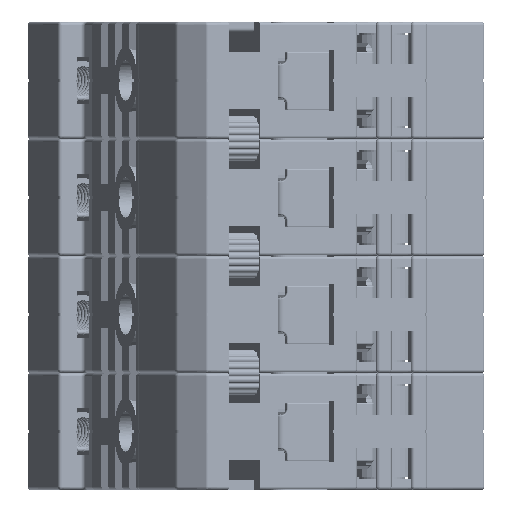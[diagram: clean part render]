
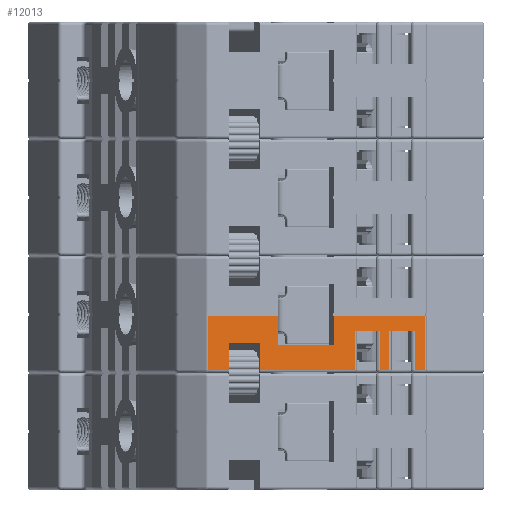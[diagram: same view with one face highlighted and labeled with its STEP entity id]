
A CAD part, front view. The second image highlights one B-rep face of the part: STEP entity #12013.
In plain terms, the highlighted planar face has unit normal (0.342, -0.94, 0).
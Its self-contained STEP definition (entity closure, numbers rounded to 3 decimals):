
#12013=ADVANCED_FACE('',(#25520),#19956,.F.);
#19956=PLANE('',#160044);
#25520=FACE_OUTER_BOUND('',#33544,.T.);
#33544=EDGE_LOOP('',(#46797,#46798,#46799,#46800,#46801,#46802,#46803,#46804,
#46805,#46806,#46807,#46808,#46809,#46810,#46811,#46812,#46813,#46814,#46815,
#46816));
#46797=ORIENTED_EDGE('',*,*,#105268,.F.);
#46798=ORIENTED_EDGE('',*,*,#105269,.T.);
#46799=ORIENTED_EDGE('',*,*,#105270,.F.);
#46800=ORIENTED_EDGE('',*,*,#105271,.F.);
#46801=ORIENTED_EDGE('',*,*,#105272,.F.);
#46802=ORIENTED_EDGE('',*,*,#105273,.F.);
#46803=ORIENTED_EDGE('',*,*,#105274,.T.);
#46804=ORIENTED_EDGE('',*,*,#105275,.F.);
#46805=ORIENTED_EDGE('',*,*,#105276,.F.);
#46806=ORIENTED_EDGE('',*,*,#105277,.T.);
#46807=ORIENTED_EDGE('',*,*,#105278,.T.);
#46808=ORIENTED_EDGE('',*,*,#105279,.T.);
#46809=ORIENTED_EDGE('',*,*,#105280,.T.);
#46810=ORIENTED_EDGE('',*,*,#105281,.T.);
#46811=ORIENTED_EDGE('',*,*,#105282,.T.);
#46812=ORIENTED_EDGE('',*,*,#105283,.T.);
#46813=ORIENTED_EDGE('',*,*,#105284,.T.);
#46814=ORIENTED_EDGE('',*,*,#105285,.T.);
#46815=ORIENTED_EDGE('',*,*,#105286,.T.);
#46816=ORIENTED_EDGE('',*,*,#105287,.T.);
#89367=VERTEX_POINT('',#239444);
#89368=VERTEX_POINT('',#239445);
#89369=VERTEX_POINT('',#239447);
#89370=VERTEX_POINT('',#239449);
#89371=VERTEX_POINT('',#239451);
#89372=VERTEX_POINT('',#239453);
#89373=VERTEX_POINT('',#239455);
#89374=VERTEX_POINT('',#239457);
#89375=VERTEX_POINT('',#239459);
#89376=VERTEX_POINT('',#239461);
#89377=VERTEX_POINT('',#239463);
#89378=VERTEX_POINT('',#239465);
#89379=VERTEX_POINT('',#239467);
#89380=VERTEX_POINT('',#239469);
#89381=VERTEX_POINT('',#239471);
#89382=VERTEX_POINT('',#239473);
#89383=VERTEX_POINT('',#239475);
#89384=VERTEX_POINT('',#239477);
#89385=VERTEX_POINT('',#239479);
#89386=VERTEX_POINT('',#239481);
#105268=EDGE_CURVE('',#89367,#89368,#127288,.T.);
#105269=EDGE_CURVE('',#89367,#89369,#127289,.T.);
#105270=EDGE_CURVE('',#89370,#89369,#127290,.T.);
#105271=EDGE_CURVE('',#89371,#89370,#127291,.T.);
#105272=EDGE_CURVE('',#89372,#89371,#127292,.T.);
#105273=EDGE_CURVE('',#89373,#89372,#127293,.T.);
#105274=EDGE_CURVE('',#89373,#89374,#127294,.T.);
#105275=EDGE_CURVE('',#89375,#89374,#127295,.T.);
#105276=EDGE_CURVE('',#89376,#89375,#127296,.T.);
#105277=EDGE_CURVE('',#89376,#89377,#127297,.T.);
#105278=EDGE_CURVE('',#89377,#89378,#127298,.T.);
#105279=EDGE_CURVE('',#89378,#89379,#127299,.T.);
#105280=EDGE_CURVE('',#89379,#89380,#127300,.T.);
#105281=EDGE_CURVE('',#89380,#89381,#127301,.T.);
#105282=EDGE_CURVE('',#89381,#89382,#127302,.T.);
#105283=EDGE_CURVE('',#89382,#89383,#127303,.T.);
#105284=EDGE_CURVE('',#89383,#89384,#127304,.T.);
#105285=EDGE_CURVE('',#89384,#89385,#127305,.T.);
#105286=EDGE_CURVE('',#89385,#89386,#127306,.T.);
#105287=EDGE_CURVE('',#89386,#89368,#127307,.T.);
#127288=LINE('',#239443,#143719);
#127289=LINE('',#239446,#143720);
#127290=LINE('',#239448,#143721);
#127291=LINE('',#239450,#143722);
#127292=LINE('',#239452,#143723);
#127293=LINE('',#239454,#143724);
#127294=LINE('',#239456,#143725);
#127295=LINE('',#239458,#143726);
#127296=LINE('',#239460,#143727);
#127297=LINE('',#239462,#143728);
#127298=LINE('',#239464,#143729);
#127299=LINE('',#239466,#143730);
#127300=LINE('',#239468,#143731);
#127301=LINE('',#239470,#143732);
#127302=LINE('',#239472,#143733);
#127303=LINE('',#239474,#143734);
#127304=LINE('',#239476,#143735);
#127305=LINE('',#239478,#143736);
#127306=LINE('',#239480,#143737);
#127307=LINE('',#239482,#143738);
#143719=VECTOR('',#177494,1.);
#143720=VECTOR('',#177495,1.);
#143721=VECTOR('',#177496,1.);
#143722=VECTOR('',#177497,1.);
#143723=VECTOR('',#177498,1.);
#143724=VECTOR('',#177499,1.);
#143725=VECTOR('',#177500,1.);
#143726=VECTOR('',#177501,1.);
#143727=VECTOR('',#177502,1.);
#143728=VECTOR('',#177503,1.);
#143729=VECTOR('',#177504,1.);
#143730=VECTOR('',#177505,1.);
#143731=VECTOR('',#177506,1.);
#143732=VECTOR('',#177507,1.);
#143733=VECTOR('',#177508,1.);
#143734=VECTOR('',#177509,1.);
#143735=VECTOR('',#177510,1.);
#143736=VECTOR('',#177511,1.);
#143737=VECTOR('',#177512,1.);
#143738=VECTOR('',#177513,1.);
#160044=AXIS2_PLACEMENT_3D('',#239483,#177514,#177515);
#177494=DIRECTION('',(0.94,0.342,0.));
#177495=DIRECTION('',(0.,0.,-1.));
#177496=DIRECTION('',(0.94,0.342,0.));
#177497=DIRECTION('',(0.,0.,-1.));
#177498=DIRECTION('',(0.94,0.342,0.));
#177499=DIRECTION('',(0.,0.,1.));
#177500=DIRECTION('',(0.94,0.342,0.));
#177501=DIRECTION('',(0.,0.,-1.));
#177502=DIRECTION('',(-0.94,-0.342,0.));
#177503=DIRECTION('',(0.,0.,-1.));
#177504=DIRECTION('',(0.94,0.342,0.));
#177505=DIRECTION('',(0.,0.,1.));
#177506=DIRECTION('',(0.94,0.342,0.));
#177507=DIRECTION('',(0.,0.,-1.));
#177508=DIRECTION('',(0.94,0.342,0.));
#177509=DIRECTION('',(0.,0.,1.));
#177510=DIRECTION('',(0.94,0.342,0.));
#177511=DIRECTION('',(0.,0.,-1.));
#177512=DIRECTION('',(0.94,0.342,0.));
#177513=DIRECTION('',(0.,0.,1.));
#177514=DIRECTION('',(-0.342,0.94,0.));
#177515=DIRECTION('',(0.,0.,-1.));
#239443=CARTESIAN_POINT('',(87320.425,-71501.479,45879.989));
#239444=CARTESIAN_POINT('',(87320.425,-71501.479,45879.989));
#239445=CARTESIAN_POINT('',(87333.969,-71496.55,45879.989));
#239446=CARTESIAN_POINT('',(87320.425,-71501.479,45875.689));
#239447=CARTESIAN_POINT('',(87320.425,-71501.479,45875.689));
#239448=CARTESIAN_POINT('',(87320.425,-71501.479,45875.689));
#239449=CARTESIAN_POINT('',(87312.171,-71504.483,45875.689));
#239450=CARTESIAN_POINT('',(87312.171,-71504.483,45875.689));
#239451=CARTESIAN_POINT('',(87312.171,-71504.483,45879.989));
#239452=CARTESIAN_POINT('',(87301.755,-71508.274,45879.989));
#239453=CARTESIAN_POINT('',(87301.755,-71508.274,45879.989));
#239454=CARTESIAN_POINT('',(87301.755,-71508.274,45872.989));
#239455=CARTESIAN_POINT('',(87301.755,-71508.274,45871.989));
#239456=CARTESIAN_POINT('',(87301.755,-71508.274,45871.989));
#239457=CARTESIAN_POINT('',(87304.822,-71507.158,45871.989));
#239458=CARTESIAN_POINT('',(87304.822,-71507.158,45858.708));
#239459=CARTESIAN_POINT('',(87304.822,-71507.158,45875.989));
#239460=CARTESIAN_POINT('',(87304.822,-71507.158,45875.989));
#239461=CARTESIAN_POINT('',(87309.427,-71505.482,45875.989));
#239462=CARTESIAN_POINT('',(87309.427,-71505.482,45858.708));
#239463=CARTESIAN_POINT('',(87309.427,-71505.482,45871.989));
#239464=CARTESIAN_POINT('',(87309.427,-71505.482,45871.989));
#239465=CARTESIAN_POINT('',(87323.536,-71500.347,45871.989));
#239466=CARTESIAN_POINT('',(87323.536,-71500.347,45872.989));
#239467=CARTESIAN_POINT('',(87323.536,-71500.347,45877.689));
#239468=CARTESIAN_POINT('',(87326.684,-71499.201,45877.689));
#239469=CARTESIAN_POINT('',(87327.355,-71498.957,45877.689));
#239470=CARTESIAN_POINT('',(87327.355,-71498.957,45872.989));
#239471=CARTESIAN_POINT('',(87327.355,-71498.957,45871.989));
#239472=CARTESIAN_POINT('',(87326.684,-71499.201,45871.989));
#239473=CARTESIAN_POINT('',(87328.704,-71498.466,45871.989));
#239474=CARTESIAN_POINT('',(87328.704,-71498.466,45872.989));
#239475=CARTESIAN_POINT('',(87328.704,-71498.466,45877.689));
#239476=CARTESIAN_POINT('',(87331.852,-71497.32,45877.689));
#239477=CARTESIAN_POINT('',(87332.523,-71497.076,45877.689));
#239478=CARTESIAN_POINT('',(87332.523,-71497.076,45872.989));
#239479=CARTESIAN_POINT('',(87332.523,-71497.076,45871.989));
#239480=CARTESIAN_POINT('',(87331.852,-71497.32,45871.989));
#239481=CARTESIAN_POINT('',(87333.969,-71496.55,45871.989));
#239482=CARTESIAN_POINT('',(87333.969,-71496.55,45872.989));
#239483=CARTESIAN_POINT('',(87333.969,-71496.55,45872.989));
